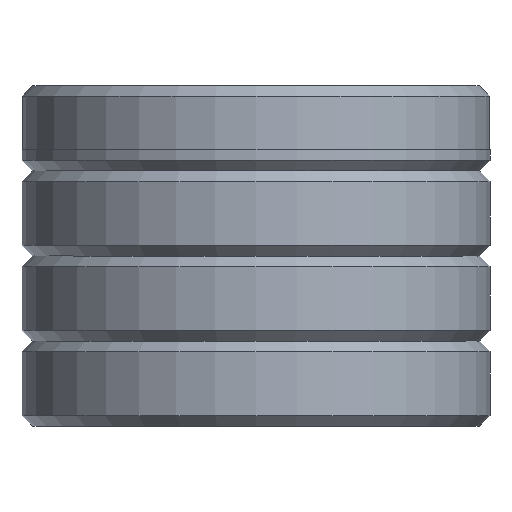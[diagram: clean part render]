
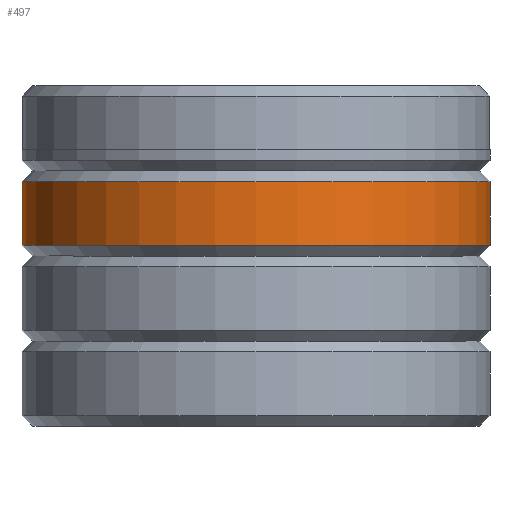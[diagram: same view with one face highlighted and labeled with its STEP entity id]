
A CAD part, front view. The second image highlights one B-rep face of the part: STEP entity #497.
In plain terms, the highlighted cylindrical face has radius 11 mm (diameter 22 mm), a partial arc.
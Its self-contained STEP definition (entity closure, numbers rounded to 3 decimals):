
#2 = DIRECTION ( 'NONE',  ( -1., 0., 0. ) ) ;
#13 = LINE ( 'NONE', #1345, #1296 ) ;
#110 = VERTEX_POINT ( 'NONE', #790 ) ;
#115 = CARTESIAN_POINT ( 'NONE',  ( -11., 0., 8.5 ) ) ;
#186 = VERTEX_POINT ( 'NONE', #1050 ) ;
#218 = DIRECTION ( 'NONE',  ( -1., 0., 0. ) ) ;
#225 = VECTOR ( 'NONE', #1586, 1000. ) ;
#379 = CARTESIAN_POINT ( 'NONE',  ( 0., 0., 16. ) ) ;
#387 = ORIENTED_EDGE ( 'NONE', *, *, #1862, .F. ) ;
#423 = VERTEX_POINT ( 'NONE', #115 ) ;
#434 = DIRECTION ( 'NONE',  ( 0., 0., -1. ) ) ;
#497 = ADVANCED_FACE ( 'NONE', ( #1812 ), #1015, .T. ) ;
#505 = EDGE_CURVE ( 'NONE', #186, #423, #1393, .T. ) ;
#539 = DIRECTION ( 'NONE',  ( 0., 0., -1. ) ) ;
#587 = AXIS2_PLACEMENT_3D ( 'NONE', #612, #1643, #775 ) ;
#612 = CARTESIAN_POINT ( 'NONE',  ( 0., 0., 8.5 ) ) ;
#710 = CARTESIAN_POINT ( 'NONE',  ( -11., 0., 16. ) ) ;
#716 = CIRCLE ( 'NONE', #587, 11. ) ;
#775 = DIRECTION ( 'NONE',  ( -1., 0., 0. ) ) ;
#790 = CARTESIAN_POINT ( 'NONE',  ( 11., 0., 8.5 ) ) ;
#905 = ORIENTED_EDGE ( 'NONE', *, *, #1194, .T. ) ;
#944 = DIRECTION ( 'NONE',  ( 0., 0., -1. ) ) ;
#1015 = CYLINDRICAL_SURFACE ( 'NONE', #1375, 11. ) ;
#1050 = CARTESIAN_POINT ( 'NONE',  ( -11., 0., 11.5 ) ) ;
#1140 = EDGE_LOOP ( 'NONE', ( #1675, #905, #1628, #387 ) ) ;
#1173 = CIRCLE ( 'NONE', #1402, 11. ) ;
#1194 = EDGE_CURVE ( 'NONE', #1562, #186, #1173, .T. ) ;
#1296 = VECTOR ( 'NONE', #434, 1000. ) ;
#1345 = CARTESIAN_POINT ( 'NONE',  ( 11., 0., 16. ) ) ;
#1375 = AXIS2_PLACEMENT_3D ( 'NONE', #379, #539, #218 ) ;
#1393 = LINE ( 'NONE', #710, #225 ) ;
#1402 = AXIS2_PLACEMENT_3D ( 'NONE', #1795, #944, #2 ) ;
#1562 = VERTEX_POINT ( 'NONE', #1818 ) ;
#1586 = DIRECTION ( 'NONE',  ( 0., 0., -1. ) ) ;
#1628 = ORIENTED_EDGE ( 'NONE', *, *, #505, .T. ) ;
#1643 = DIRECTION ( 'NONE',  ( 0., 0., -1. ) ) ;
#1675 = ORIENTED_EDGE ( 'NONE', *, *, #1829, .F. ) ;
#1795 = CARTESIAN_POINT ( 'NONE',  ( 0., 0., 11.5 ) ) ;
#1812 = FACE_OUTER_BOUND ( 'NONE', #1140, .T. ) ;
#1818 = CARTESIAN_POINT ( 'NONE',  ( 11., 0., 11.5 ) ) ;
#1829 = EDGE_CURVE ( 'NONE', #1562, #110, #13, .T. ) ;
#1862 = EDGE_CURVE ( 'NONE', #110, #423, #716, .T. ) ;
